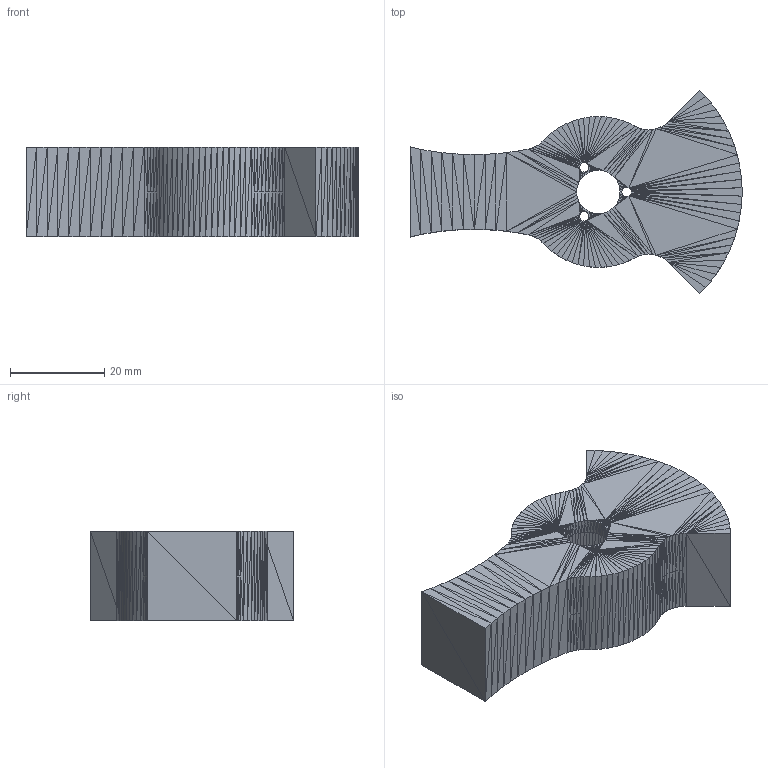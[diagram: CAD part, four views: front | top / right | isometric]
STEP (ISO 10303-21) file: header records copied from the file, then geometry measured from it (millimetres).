
FILE_DESCRIPTION(/* description */ (''),/* implementation_level */ '2;1');
FILE_NAME(/* name */ 'Weapon.step',/* time_stamp */ '2025-12-17T21:27:20+05:45',/* author */ (''),/* organization */ (''),/* preprocessor_version */ 'ST-DEVELOPER v20.1',/* originating_system */ 'Autodesk Translation Framework v14.21.0.0',/* authorisation */ '');
FILE_SCHEMA (('AUTOMOTIVE_DESIGN { 1 0 10303 214 3 1 1 }'));
Length unit declared in the file: millimetre
Products named in the file (1): 2025-12-17-21-06-16-120
Bounding box: 70.49 x 43.13 x 19 mm (x, y, z)
Volume: 23432.9 mm3; surface area: 8759.4 mm2
Topology: 1 solids, 1 shells, 1272 faces, 1908 edges, 630 vertices
Faces by surface type: plane 1272
Entity records: 24833 total; most frequent: DIRECTION 4454, ORIENTED_EDGE 3816, CARTESIAN_POINT 3811, LINE 1908, VECTOR 1908, EDGE_CURVE 1908, AXIS2_PLACEMENT_3D 1273, FACE_OUTER_BOUND 1272
